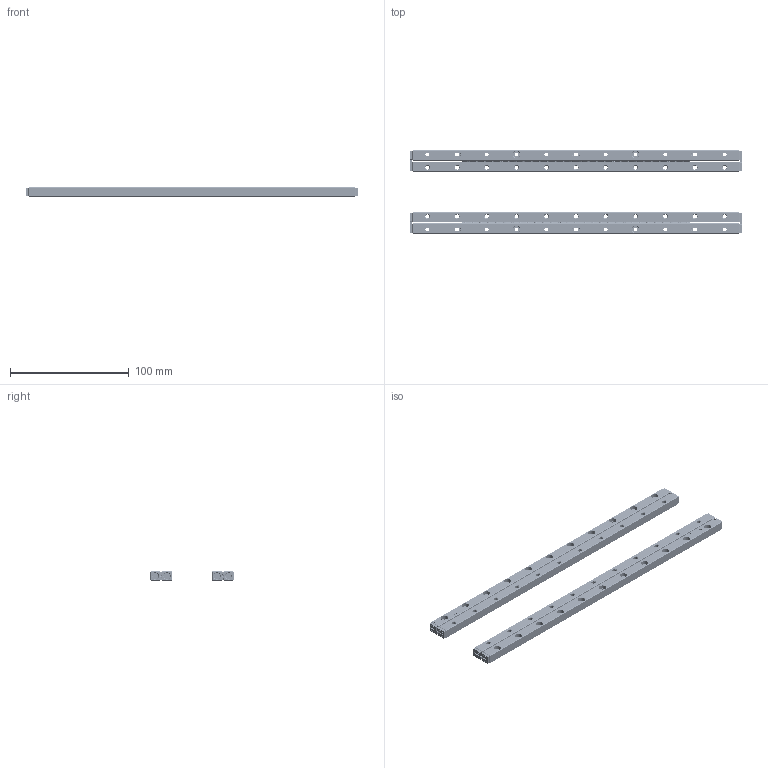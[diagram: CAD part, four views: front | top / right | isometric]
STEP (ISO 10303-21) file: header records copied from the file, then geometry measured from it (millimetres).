
FILE_DESCRIPTION(/* description */ (''),/* implementation_level */ '2;1');
FILE_NAME(/* name */ 'Set RSDE-3275x57KRE_stp.stp',/* time_stamp */ '2025-03-31T08:36:25+02:00',/* author */ (''),/* organization */ (''),/* preprocessor_version */ 'ST-DEVELOPER v16.7',/* originating_system */ 'SIEMENS PLM Software NX 12.0',/* authorisation */ '');
FILE_SCHEMA (('AUTOMOTIVE_DESIGN { 1 0 10303 214 3 1 1 1 }'));
Products named in the file (1): Set RSDE-3275x57KRE_stp
Bounding box: 279.1 x 70 x 8 mm (x, y, z)
Volume: 68946.5 mm3; surface area: 54948.4 mm2
Topology: 142 solids, 142 shells, 6178 faces, 16976 edges, 11102 vertices
Faces by surface type: plane 2264, cylinder 2262, torus 1156, bspline 360, cone 136
Full cylindrical faces by diameter (mm): 0.45 x472, 2 x116, 2.6 x8, 3 x122, 3.2 x16, 3.3 x44, 6 x44
Entity records: 205309 total; most frequent: CARTESIAN_POINT 42891, DIRECTION 32590, ORIENTED_EDGE 30520, EDGE_CURVE 15260, AXIS2_PLACEMENT_3D 12783, VERTEX_POINT 10580, EDGE_LOOP 8416, LINE 7024
